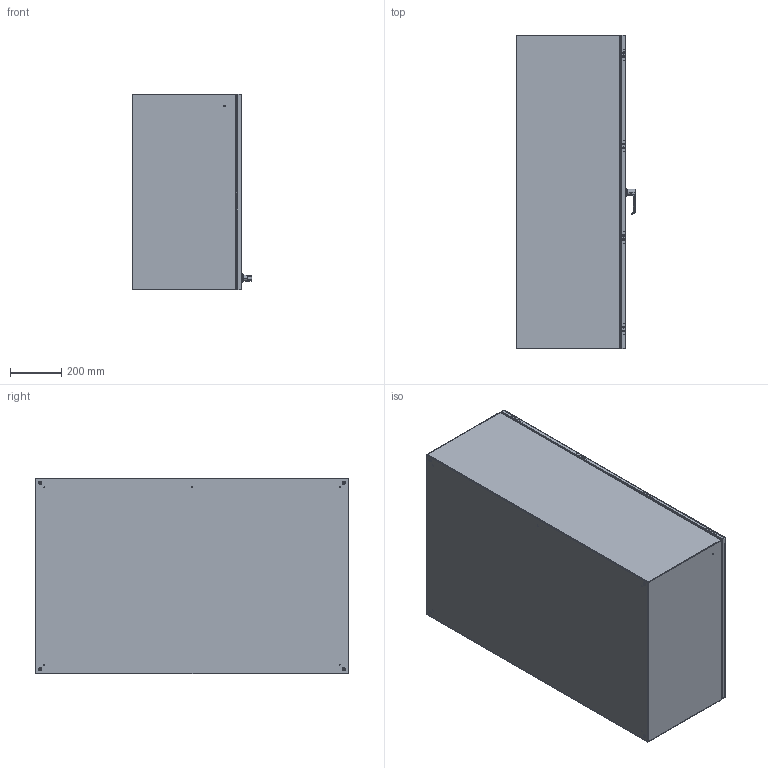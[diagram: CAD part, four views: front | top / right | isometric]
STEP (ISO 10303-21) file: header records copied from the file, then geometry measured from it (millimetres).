
FILE_DESCRIPTION (( 'STEP AP214' ), '1' );
FILE_NAME ('EN4SD483016GY.STEP', '2019-10-08T19:53:13', ( '' ), ( '' ), 'SwSTEP 2.0', 'SolidWorks 2018', '' );
FILE_SCHEMA (( 'AUTOMOTIVE_DESIGN' ));
Length unit declared in the file: inch
Products named in the file (1): EN4SD483016GY
Bounding box: 466.52 x 1219.2 x 762 mm (x, y, z)
Volume: 6959608.1 mm3; surface area: 7654227.9 mm2
Topology: 53 solids, 53 shells, 1384 faces, 3256 edges, 2037 vertices
Faces by surface type: plane 610, cylinder 513, bspline 176, torus 48, cone 37
Entity records: 95025 total; most frequent: CARTESIAN_POINT 45743, ORIENTED_EDGE 6466, DIRECTION 6092, EDGE_CURVE 3233, AXIS2_PLACEMENT_3D 2205, VERTEX_POINT 2037, VECTOR 1682, LINE 1682
